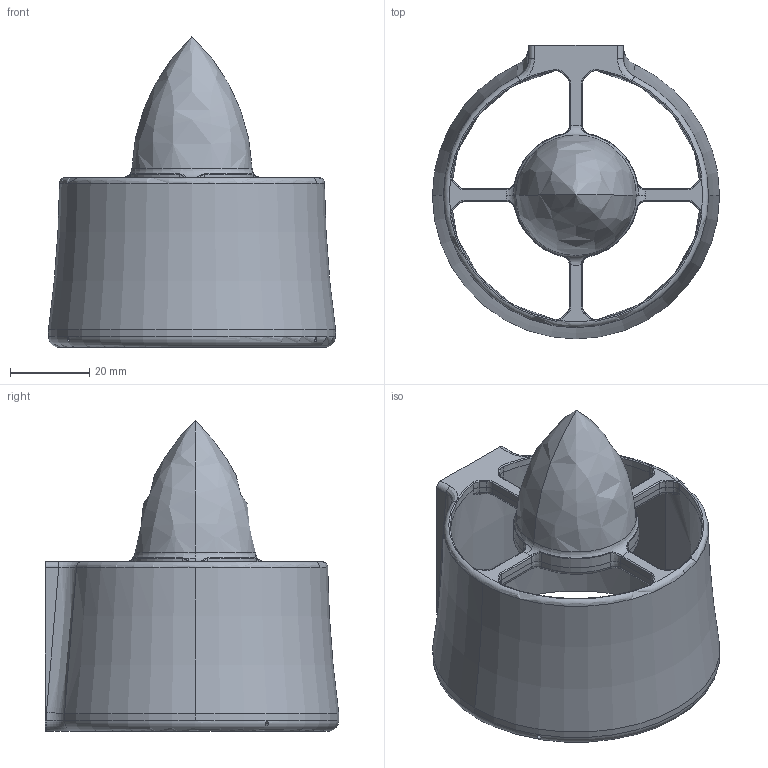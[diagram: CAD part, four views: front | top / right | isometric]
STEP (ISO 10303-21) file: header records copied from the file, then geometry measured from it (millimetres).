
FILE_DESCRIPTION (( 'STEP AP214' ), '1' );
FILE_NAME ('YD11-24-2.stp.STEP', '2026-01-30T10:12:48', ( '' ), ( '' ), 'SwSTEP 2.0', 'SolidWorks 2024', '' );
FILE_SCHEMA (( 'AUTOMOTIVE_DESIGN' ));
Length unit declared in the file: millimetre
Products named in the file (1): YD11-24-2.stp
Bounding box: 72.66 x 74.33 x 78.7 mm (x, y, z)
Volume: 33214.2 mm3; surface area: 26363.3 mm2
Topology: 1 solids, 1 shells, 279 faces, 669 edges, 388 vertices
Faces by surface type: bspline 154, plane 44, cylinder 42, torus 25, cone 14
Entity records: 13750 total; most frequent: CARTESIAN_POINT 8529, ORIENTED_EDGE 1330, DIRECTION 744, EDGE_CURVE 665, VERTEX_POINT 388, B_SPLINE_CURVE_WITH_KNOTS 319, AXIS2_PLACEMENT_3D 310, EDGE_LOOP 293
